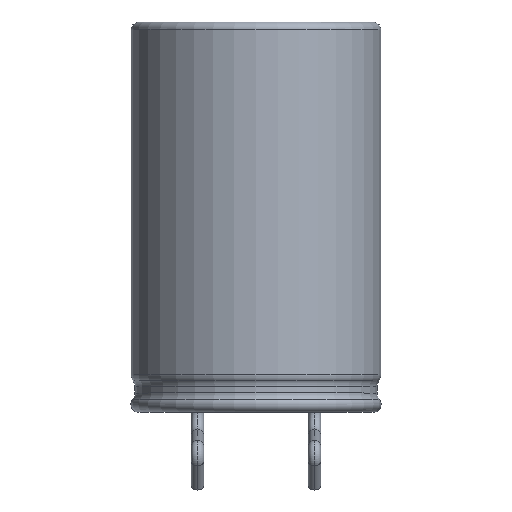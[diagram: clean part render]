
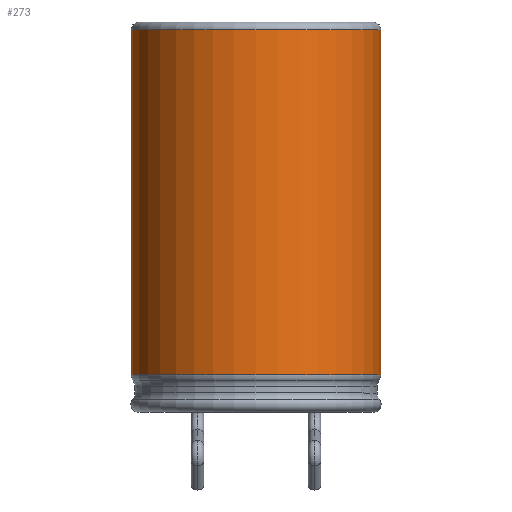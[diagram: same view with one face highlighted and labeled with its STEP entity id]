
A CAD part, top view. The second image highlights one B-rep face of the part: STEP entity #273.
In plain terms, the highlighted cylindrical face has radius 8 mm (diameter 16 mm), a partial arc.
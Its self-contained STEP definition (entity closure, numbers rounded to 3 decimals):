
#136 = LINE ( 'NONE', #1058, #542 ) ;
#193 = DIRECTION ( 'NONE',  ( 0., -1., 0. ) ) ;
#198 = DIRECTION ( 'NONE',  ( 0., -1., 0. ) ) ;
#273 = ADVANCED_FACE ( 'NONE', ( #1028 ), #1559, .T. ) ;
#296 = CARTESIAN_POINT ( 'NONE',  ( -8., 24.5, 0. ) ) ;
#320 = VERTEX_POINT ( 'NONE', #2230 ) ;
#444 = VERTEX_POINT ( 'NONE', #296 ) ;
#506 = VECTOR ( 'NONE', #198, 1000. ) ;
#542 = VECTOR ( 'NONE', #2408, 1000. ) ;
#634 = CIRCLE ( 'NONE', #905, 8. ) ;
#635 = VERTEX_POINT ( 'NONE', #971 ) ;
#659 = ORIENTED_EDGE ( 'NONE', *, *, #2121, .T. ) ;
#687 = CARTESIAN_POINT ( 'NONE',  ( -8., 2.408, 0. ) ) ;
#719 = LINE ( 'NONE', #1488, #506 ) ;
#740 = ORIENTED_EDGE ( 'NONE', *, *, #1100, .F. ) ;
#750 = AXIS2_PLACEMENT_3D ( 'NONE', #1871, #193, #1999 ) ;
#824 = ORIENTED_EDGE ( 'NONE', *, *, #1946, .F. ) ;
#830 = DIRECTION ( 'NONE',  ( 1., 0., 0. ) ) ;
#865 = EDGE_LOOP ( 'NONE', ( #659, #2000, #824, #740 ) ) ;
#905 = AXIS2_PLACEMENT_3D ( 'NONE', #1031, #1769, #830 ) ;
#971 = CARTESIAN_POINT ( 'NONE',  ( 8., 24.5, 0. ) ) ;
#1015 = DIRECTION ( 'NONE',  ( 1., 0., 0. ) ) ;
#1028 = FACE_OUTER_BOUND ( 'NONE', #865, .T. ) ;
#1031 = CARTESIAN_POINT ( 'NONE',  ( 0., 2.408, 0. ) ) ;
#1058 = CARTESIAN_POINT ( 'NONE',  ( 8., 25., 0. ) ) ;
#1096 = CIRCLE ( 'NONE', #750, 8. ) ;
#1100 = EDGE_CURVE ( 'NONE', #635, #320, #136, .T. ) ;
#1129 = EDGE_CURVE ( 'NONE', #444, #2362, #719, .T. ) ;
#1165 = AXIS2_PLACEMENT_3D ( 'NONE', #2313, #1376, #1015 ) ;
#1376 = DIRECTION ( 'NONE',  ( 0., -1., 0. ) ) ;
#1488 = CARTESIAN_POINT ( 'NONE',  ( -8., 25., 0. ) ) ;
#1559 = CYLINDRICAL_SURFACE ( 'NONE', #1165, 8. ) ;
#1769 = DIRECTION ( 'NONE',  ( 0., -1., 0. ) ) ;
#1871 = CARTESIAN_POINT ( 'NONE',  ( 0., 24.5, 0. ) ) ;
#1946 = EDGE_CURVE ( 'NONE', #320, #2362, #634, .T. ) ;
#1999 = DIRECTION ( 'NONE',  ( -1., 0., 0. ) ) ;
#2000 = ORIENTED_EDGE ( 'NONE', *, *, #1129, .T. ) ;
#2121 = EDGE_CURVE ( 'NONE', #635, #444, #1096, .T. ) ;
#2230 = CARTESIAN_POINT ( 'NONE',  ( 8., 2.408, 0. ) ) ;
#2313 = CARTESIAN_POINT ( 'NONE',  ( 0., 25., 0. ) ) ;
#2362 = VERTEX_POINT ( 'NONE', #687 ) ;
#2408 = DIRECTION ( 'NONE',  ( 0., -1., 0. ) ) ;
